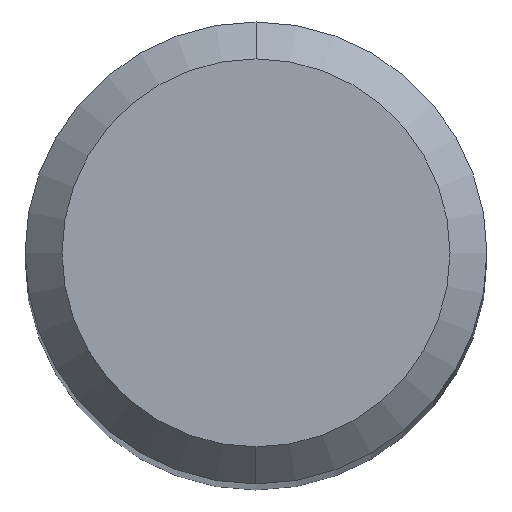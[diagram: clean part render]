
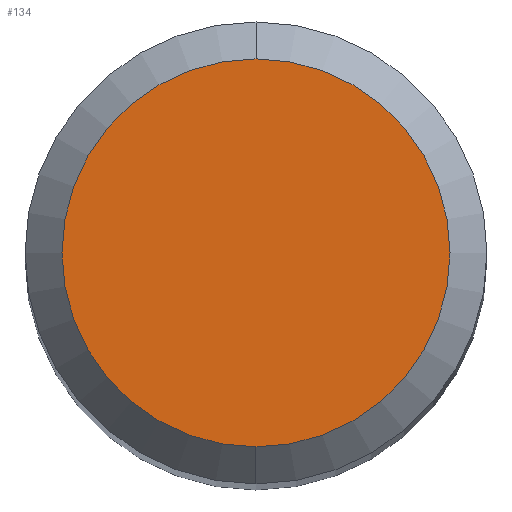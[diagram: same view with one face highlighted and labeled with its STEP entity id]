
A CAD part, top view. The second image highlights one B-rep face of the part: STEP entity #134.
In plain terms, the highlighted planar face has unit normal (0, 0, 1).
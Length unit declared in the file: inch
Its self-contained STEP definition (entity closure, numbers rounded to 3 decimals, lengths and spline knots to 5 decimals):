
#11 = ORIENTED_EDGE ( 'NONE', *, *, #63, .T. ) ;
#12 = DIRECTION ( 'NONE',  ( 0., 0., 1. ) ) ;
#24 = CARTESIAN_POINT ( 'NONE',  ( 0., 0.07875, 0. ) ) ;
#63 = EDGE_CURVE ( 'NONE', #225, #168, #336, .T. ) ;
#73 = DIRECTION ( 'NONE',  ( 0., 0., 1. ) ) ;
#95 = EDGE_CURVE ( 'NONE', #168, #225, #348, .T. ) ;
#102 = FACE_OUTER_BOUND ( 'NONE', #421, .T. ) ;
#134 = ADVANCED_FACE ( 'NONE', ( #102 ), #453, .F. ) ;
#147 = DIRECTION ( 'NONE',  ( 0., -1., 0. ) ) ;
#168 = VERTEX_POINT ( 'NONE', #24 ) ;
#225 = VERTEX_POINT ( 'NONE', #303 ) ;
#228 = CARTESIAN_POINT ( 'NONE',  ( 0., 0., 0. ) ) ;
#257 = DIRECTION ( 'NONE',  ( 0., 1., 0. ) ) ;
#261 = DIRECTION ( 'NONE',  ( 0., -1., 0. ) ) ;
#271 = CARTESIAN_POINT ( 'NONE',  ( 0., 0., 0. ) ) ;
#303 = CARTESIAN_POINT ( 'NONE',  ( 0., -0.07875, 0. ) ) ;
#333 = DIRECTION ( 'NONE',  ( 0., 0., -1. ) ) ;
#336 = CIRCLE ( 'NONE', #481, 0.07875 ) ;
#340 = ORIENTED_EDGE ( 'NONE', *, *, #95, .T. ) ;
#348 = CIRCLE ( 'NONE', #407, 0.07875 ) ;
#367 = AXIS2_PLACEMENT_3D ( 'NONE', #386, #333, #257 ) ;
#386 = CARTESIAN_POINT ( 'NONE',  ( 0., 0.07875, 0. ) ) ;
#407 = AXIS2_PLACEMENT_3D ( 'NONE', #228, #12, #261 ) ;
#421 = EDGE_LOOP ( 'NONE', ( #340, #11 ) ) ;
#453 = PLANE ( 'NONE',  #367 ) ;
#481 = AXIS2_PLACEMENT_3D ( 'NONE', #271, #73, #147 ) ;
